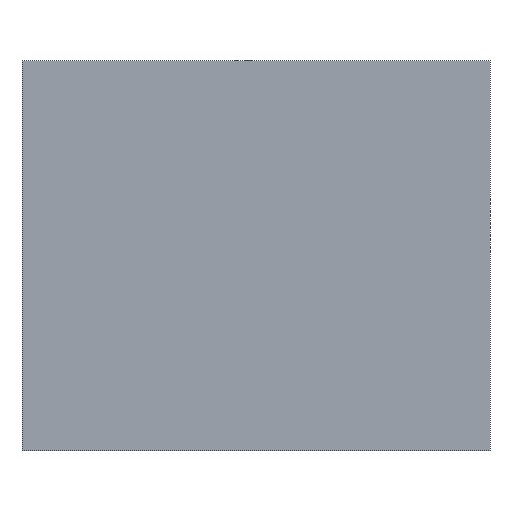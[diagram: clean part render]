
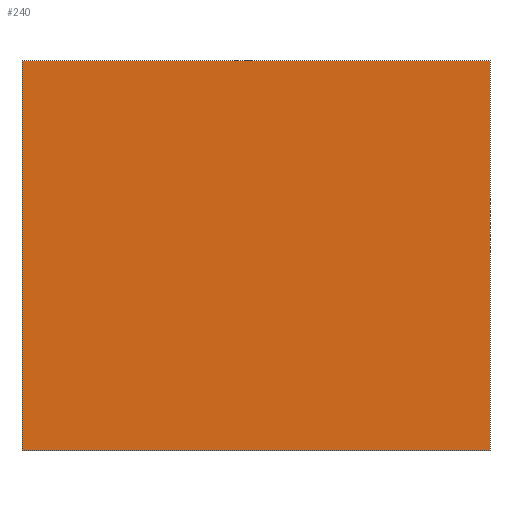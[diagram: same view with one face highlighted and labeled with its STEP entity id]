
A CAD part, front view. The second image highlights one B-rep face of the part: STEP entity #240.
In plain terms, the highlighted planar face has unit normal (0, -1, 0).
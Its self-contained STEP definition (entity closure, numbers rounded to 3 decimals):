
#94 = EDGE_CURVE ( 'NONE', #543, #346, #166, .T. ) ;
#105 = LINE ( 'NONE', #242, #221 ) ;
#110 = FACE_OUTER_BOUND ( 'NONE', #478, .T. ) ;
#112 = EDGE_CURVE ( 'NONE', #291, #543, #105, .T. ) ;
#151 = ORIENTED_EDGE ( 'NONE', *, *, #693, .F. ) ;
#166 = LINE ( 'NONE', #512, #451 ) ;
#182 = DIRECTION ( 'NONE',  ( -1., 0., 0. ) ) ;
#206 = DIRECTION ( 'NONE',  ( 0., -1., 0. ) ) ;
#213 = CARTESIAN_POINT ( 'NONE',  ( 49.429, 0., 39.917 ) ) ;
#221 = VECTOR ( 'NONE', #449, 1000. ) ;
#240 = ADVANCED_FACE ( 'NONE', ( #110 ), #533, .T. ) ;
#242 = CARTESIAN_POINT ( 'NONE',  ( 49.429, 0., 39.917 ) ) ;
#279 = VECTOR ( 'NONE', #421, 1000. ) ;
#291 = VERTEX_POINT ( 'NONE', #213 ) ;
#312 = ORIENTED_EDGE ( 'NONE', *, *, #94, .F. ) ;
#314 = VECTOR ( 'NONE', #573, 1000. ) ;
#337 = CARTESIAN_POINT ( 'NONE',  ( -70.571, 0., -60.083 ) ) ;
#346 = VERTEX_POINT ( 'NONE', #337 ) ;
#421 = DIRECTION ( 'NONE',  ( 1., 0., 0. ) ) ;
#449 = DIRECTION ( 'NONE',  ( 0., 0., -1. ) ) ;
#450 = ORIENTED_EDGE ( 'NONE', *, *, #112, .F. ) ;
#451 = VECTOR ( 'NONE', #182, 1000. ) ;
#465 = DIRECTION ( 'NONE',  ( 0., 0., -1. ) ) ;
#470 = AXIS2_PLACEMENT_3D ( 'NONE', #582, #206, #465 ) ;
#478 = EDGE_LOOP ( 'NONE', ( #699, #312, #450, #151 ) ) ;
#501 = VERTEX_POINT ( 'NONE', #506 ) ;
#506 = CARTESIAN_POINT ( 'NONE',  ( -70.571, 0., 39.917 ) ) ;
#512 = CARTESIAN_POINT ( 'NONE',  ( -70.571, 0., -60.083 ) ) ;
#533 = PLANE ( 'NONE',  #470 ) ;
#543 = VERTEX_POINT ( 'NONE', #704 ) ;
#553 = EDGE_CURVE ( 'NONE', #346, #501, #620, .T. ) ;
#561 = CARTESIAN_POINT ( 'NONE',  ( -70.571, 0., 39.917 ) ) ;
#573 = DIRECTION ( 'NONE',  ( 0., 0., 1. ) ) ;
#578 = CARTESIAN_POINT ( 'NONE',  ( -70.571, 0., 39.917 ) ) ;
#582 = CARTESIAN_POINT ( 'NONE',  ( 0., 0., 0. ) ) ;
#620 = LINE ( 'NONE', #561, #314 ) ;
#693 = EDGE_CURVE ( 'NONE', #501, #291, #703, .T. ) ;
#699 = ORIENTED_EDGE ( 'NONE', *, *, #553, .F. ) ;
#703 = LINE ( 'NONE', #578, #279 ) ;
#704 = CARTESIAN_POINT ( 'NONE',  ( 49.429, 0., -60.083 ) ) ;
